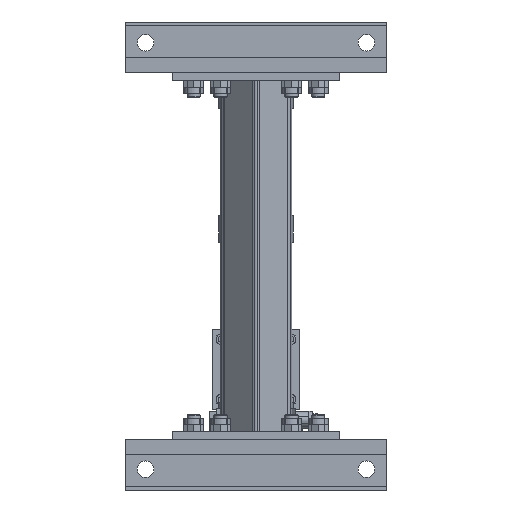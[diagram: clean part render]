
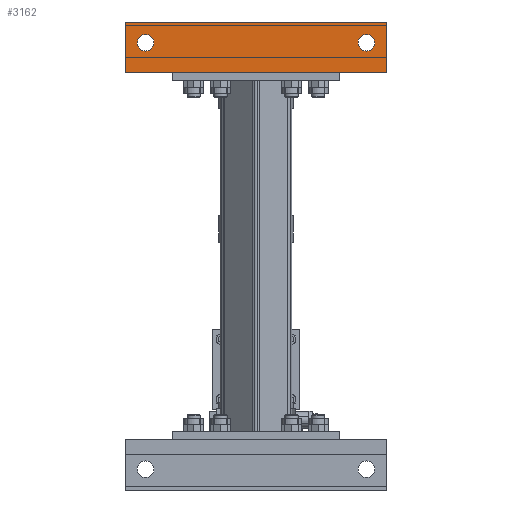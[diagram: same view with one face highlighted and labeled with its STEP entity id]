
A CAD part, left-side view. The second image highlights one B-rep face of the part: STEP entity #3162.
In plain terms, the highlighted face is planar.
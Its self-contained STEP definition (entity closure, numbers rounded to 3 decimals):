
#3162=ADVANCED_FACE('',(#5805,#5806,#5807),#5808,.T.);
#5805=FACE_BOUND('',#9008,.T.);
#5806=FACE_BOUND('',#9009,.T.);
#5807=FACE_OUTER_BOUND('',#9010,.T.);
#5808=PLANE('',#9011);
#9008=EDGE_LOOP('',(#18913));
#9009=EDGE_LOOP('',(#18914));
#9010=EDGE_LOOP('',(#18915,#18916,#18917,#18918));
#9011=AXIS2_PLACEMENT_3D('',#18919,#18920,#18921);
#18913=ORIENTED_EDGE('',*,*,#25449,.T.);
#18914=ORIENTED_EDGE('',*,*,#25450,.T.);
#18915=ORIENTED_EDGE('',*,*,#25451,.T.);
#18916=ORIENTED_EDGE('',*,*,#25452,.F.);
#18917=ORIENTED_EDGE('',*,*,#25235,.T.);
#18918=ORIENTED_EDGE('',*,*,#25453,.T.);
#18919=CARTESIAN_POINT('',(37.5,0.,0.));
#18920=DIRECTION('',(0.,-1.,0.));
#18921=DIRECTION('',(1.,0.,0.));
#25235=EDGE_CURVE('',#27943,#27957,#27959,.T.);
#25449=EDGE_CURVE('',#28326,#28326,#28327,.T.);
#25450=EDGE_CURVE('',#28328,#28328,#28329,.T.);
#25451=EDGE_CURVE('',#28330,#28331,#28332,.T.);
#25452=EDGE_CURVE('',#27943,#28331,#28333,.T.);
#25453=EDGE_CURVE('',#27957,#28330,#28334,.T.);
#27943=VERTEX_POINT('',#32090);
#27957=VERTEX_POINT('',#32108);
#27959=LINE('',#32111,#32112);
#28326=VERTEX_POINT('',#32902);
#28327=CIRCLE('',#32903,12.5);
#28328=VERTEX_POINT('',#32904);
#28329=CIRCLE('',#32905,12.5);
#28330=VERTEX_POINT('',#32906);
#28331=VERTEX_POINT('',#32907);
#28332=LINE('',#32908,#32909);
#28333=LINE('',#32910,#32911);
#28334=LINE('',#32912,#32913);
#32090=CARTESIAN_POINT('',(0.,0.,0.));
#32108=CARTESIAN_POINT('',(75.,0.,0.));
#32111=CARTESIAN_POINT('',(0.,0.,0.));
#32112=VECTOR('',#40914,1.);
#32902=CARTESIAN_POINT('',(56.5,0.,30.));
#32903=AXIS2_PLACEMENT_3D('',#41137,#41138,#41139);
#32904=CARTESIAN_POINT('',(56.5,0.,360.));
#32905=AXIS2_PLACEMENT_3D('',#41140,#41141,#41142);
#32906=CARTESIAN_POINT('',(75.,0.,390.));
#32907=CARTESIAN_POINT('',(0.,0.,390.));
#32908=CARTESIAN_POINT('',(0.,0.,390.));
#32909=VECTOR('',#41143,1.);
#32910=CARTESIAN_POINT('',(0.,0.,0.));
#32911=VECTOR('',#41144,1.);
#32912=CARTESIAN_POINT('',(75.,0.,0.));
#32913=VECTOR('',#41145,1.);
#40914=DIRECTION('',(1.,0.,0.));
#41137=CARTESIAN_POINT('',(44.,0.,30.));
#41138=DIRECTION('',(0.,1.,0.));
#41139=DIRECTION('',(1.,0.,0.));
#41140=CARTESIAN_POINT('',(44.,0.,360.));
#41141=DIRECTION('',(0.,1.,0.));
#41142=DIRECTION('',(1.,0.,0.));
#41143=DIRECTION('',(-1.,0.,0.));
#41144=DIRECTION('',(0.,0.,1.));
#41145=DIRECTION('',(0.,0.,1.));
